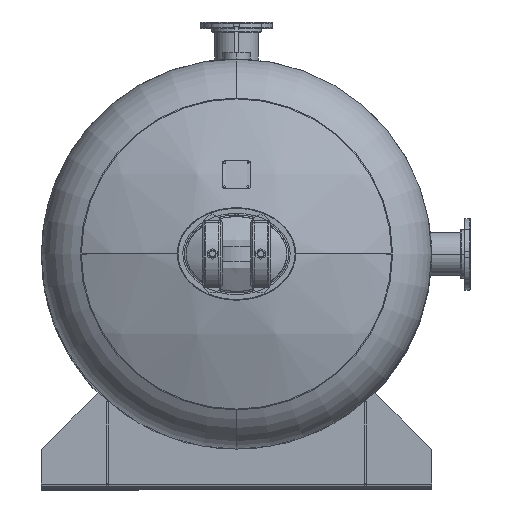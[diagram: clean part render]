
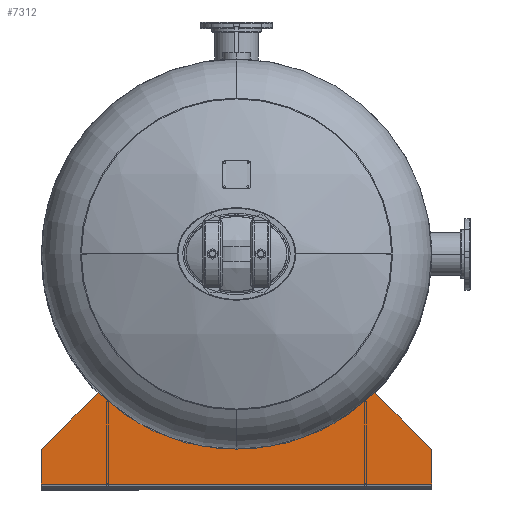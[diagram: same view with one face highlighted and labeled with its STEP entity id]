
A CAD part, top view. The second image highlights one B-rep face of the part: STEP entity #7312.
In plain terms, the highlighted planar face has unit normal (0, 0, 1).
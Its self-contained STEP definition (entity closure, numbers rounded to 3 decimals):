
#82 = LINE ( 'NONE', #32527, #32579 ) ;
#711 = DIRECTION ( 'NONE',  ( -1., 0., 0. ) ) ;
#790 = VECTOR ( 'NONE', #37007, 1000. ) ;
#4239 = DIRECTION ( 'NONE',  ( 0.707, 0.707, 0. ) ) ;
#4241 = ORIENTED_EDGE ( 'NONE', *, *, #10497, .F. ) ;
#4289 = AXIS2_PLACEMENT_3D ( 'NONE', #12877, #18733, #27149 ) ;
#4865 = CARTESIAN_POINT ( 'NONE',  ( 539.75, -539.75, 557.213 ) ) ;
#4950 = CARTESIAN_POINT ( 'NONE',  ( -762., -896.925, 557.213 ) ) ;
#5351 = VERTEX_POINT ( 'NONE', #4865 ) ;
#6039 = LINE ( 'NONE', #17032, #23145 ) ;
#6134 = CARTESIAN_POINT ( 'NONE',  ( 762., -762., 557.213 ) ) ;
#7133 = DIRECTION ( 'NONE',  ( 0., 0., -1. ) ) ;
#7312 = ADVANCED_FACE ( 'NONE', ( #19870 ), #8683, .F. ) ;
#8683 = PLANE ( 'NONE',  #34973 ) ;
#9337 = ORIENTED_EDGE ( 'NONE', *, *, #16071, .F. ) ;
#9685 = VERTEX_POINT ( 'NONE', #21131 ) ;
#10497 = EDGE_CURVE ( 'NONE', #29708, #18614, #6039, .T. ) ;
#11151 = DIRECTION ( 'NONE',  ( 0., 1., 0. ) ) ;
#11635 = DIRECTION ( 'NONE',  ( 0.707, -0.707, 0. ) ) ;
#12089 = CARTESIAN_POINT ( 'NONE',  ( 0., 4.855, 557.213 ) ) ;
#12877 = CARTESIAN_POINT ( 'NONE',  ( 0., 4.855, 557.213 ) ) ;
#13786 = LINE ( 'NONE', #25382, #790 ) ;
#14019 = VERTEX_POINT ( 'NONE', #22031 ) ;
#14302 = CARTESIAN_POINT ( 'NONE',  ( -762., -762., 557.213 ) ) ;
#15220 = CIRCLE ( 'NONE', #4289, 766.763 ) ;
#16071 = EDGE_CURVE ( 'NONE', #5351, #35198, #82, .T. ) ;
#17032 = CARTESIAN_POINT ( 'NONE',  ( -762., -914.4, 557.213 ) ) ;
#18482 = VECTOR ( 'NONE', #33230, 1000. ) ;
#18614 = VERTEX_POINT ( 'NONE', #14302 ) ;
#18733 = DIRECTION ( 'NONE',  ( 0., 0., 1. ) ) ;
#19409 = CARTESIAN_POINT ( 'NONE',  ( -762., -896.925, 557.213 ) ) ;
#19798 = EDGE_CURVE ( 'NONE', #14019, #5351, #15220, .T. ) ;
#19870 = FACE_OUTER_BOUND ( 'NONE', #23517, .T. ) ;
#21131 = CARTESIAN_POINT ( 'NONE',  ( 762., -896.925, 557.213 ) ) ;
#21825 = LINE ( 'NONE', #4950, #18482 ) ;
#22031 = CARTESIAN_POINT ( 'NONE',  ( -539.75, -539.75, 557.213 ) ) ;
#23145 = VECTOR ( 'NONE', #11151, 1000. ) ;
#23517 = EDGE_LOOP ( 'NONE', ( #30191, #30784, #9337, #30356, #23754, #4241 ) ) ;
#23754 = ORIENTED_EDGE ( 'NONE', *, *, #32837, .F. ) ;
#25382 = CARTESIAN_POINT ( 'NONE',  ( 762., -914.4, 557.213 ) ) ;
#27149 = DIRECTION ( 'NONE',  ( -1., 0., 0. ) ) ;
#29708 = VERTEX_POINT ( 'NONE', #19409 ) ;
#30024 = VECTOR ( 'NONE', #4239, 1000. ) ;
#30117 = CARTESIAN_POINT ( 'NONE',  ( -762., -762., 557.213 ) ) ;
#30191 = ORIENTED_EDGE ( 'NONE', *, *, #33507, .T. ) ;
#30356 = ORIENTED_EDGE ( 'NONE', *, *, #19798, .F. ) ;
#30476 = LINE ( 'NONE', #30117, #30024 ) ;
#30784 = ORIENTED_EDGE ( 'NONE', *, *, #37215, .F. ) ;
#32527 = CARTESIAN_POINT ( 'NONE',  ( 762., -762., 557.213 ) ) ;
#32579 = VECTOR ( 'NONE', #11635, 1000. ) ;
#32837 = EDGE_CURVE ( 'NONE', #18614, #14019, #30476, .T. ) ;
#33230 = DIRECTION ( 'NONE',  ( 1., 0., 0. ) ) ;
#33507 = EDGE_CURVE ( 'NONE', #29708, #9685, #21825, .T. ) ;
#34973 = AXIS2_PLACEMENT_3D ( 'NONE', #12089, #7133, #711 ) ;
#35198 = VERTEX_POINT ( 'NONE', #6134 ) ;
#37007 = DIRECTION ( 'NONE',  ( 0., -1., 0. ) ) ;
#37215 = EDGE_CURVE ( 'NONE', #35198, #9685, #13786, .T. ) ;
